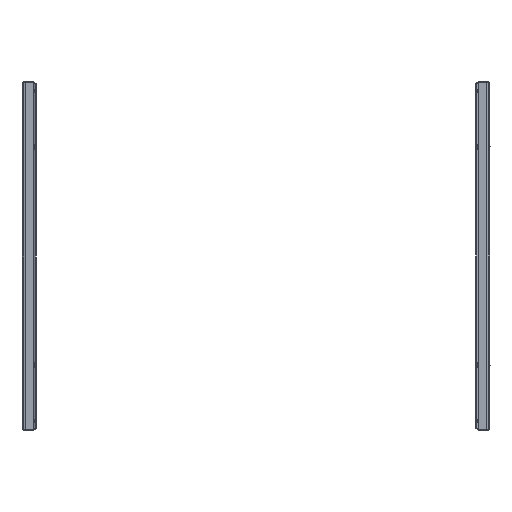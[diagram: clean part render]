
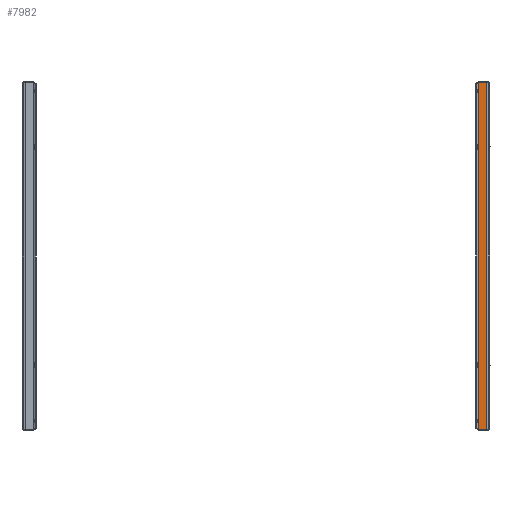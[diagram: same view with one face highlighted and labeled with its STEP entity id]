
A CAD part, front view. The second image highlights one B-rep face of the part: STEP entity #7982.
In plain terms, the highlighted planar face has unit normal (0, -1, 0).
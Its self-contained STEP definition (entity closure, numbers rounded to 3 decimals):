
#250 = DIRECTION ( 'NONE',  ( 0., 0., -1. ) ) ;
#348 = VERTEX_POINT ( 'NONE', #6944 ) ;
#1208 = VECTOR ( 'NONE', #5687, 1000. ) ;
#2128 = ORIENTED_EDGE ( 'NONE', *, *, #7804, .T. ) ;
#2969 = DIRECTION ( 'NONE',  ( 0., 0., 1. ) ) ;
#2996 = CARTESIAN_POINT ( 'NONE',  ( 0., -898.5, -226.246 ) ) ;
#3054 = LINE ( 'NONE', #4481, #3179 ) ;
#3179 = VECTOR ( 'NONE', #7070, 1000. ) ;
#3346 = DIRECTION ( 'NONE',  ( 0., 0., -1. ) ) ;
#3659 = VERTEX_POINT ( 'NONE', #8252 ) ;
#4111 = CARTESIAN_POINT ( 'NONE',  ( -13.6, -898.5, 226.246 ) ) ;
#4257 = AXIS2_PLACEMENT_3D ( 'NONE', #5579, #6487, #2969 ) ;
#4481 = CARTESIAN_POINT ( 'NONE',  ( 0., -898.5, 226.246 ) ) ;
#4563 = EDGE_CURVE ( 'NONE', #348, #3659, #9196, .T. ) ;
#4627 = VERTEX_POINT ( 'NONE', #4111 ) ;
#4805 = CARTESIAN_POINT ( 'NONE',  ( -13.6, -898.5, 228. ) ) ;
#5579 = CARTESIAN_POINT ( 'NONE',  ( 0., -898.5, 228. ) ) ;
#5687 = DIRECTION ( 'NONE',  ( -1., 0., 0. ) ) ;
#5884 = ORIENTED_EDGE ( 'NONE', *, *, #4563, .F. ) ;
#6487 = DIRECTION ( 'NONE',  ( 0., 1., 0. ) ) ;
#6498 = VERTEX_POINT ( 'NONE', #9828 ) ;
#6823 = CARTESIAN_POINT ( 'NONE',  ( -2., -898.5, -228. ) ) ;
#6944 = CARTESIAN_POINT ( 'NONE',  ( -2., -898.5, 226.246 ) ) ;
#6995 = EDGE_LOOP ( 'NONE', ( #9995, #5884, #2128, #9685 ) ) ;
#7070 = DIRECTION ( 'NONE',  ( -1., 0., 0. ) ) ;
#7159 = LINE ( 'NONE', #4805, #10411 ) ;
#7804 = EDGE_CURVE ( 'NONE', #348, #4627, #3054, .T. ) ;
#7982 = ADVANCED_FACE ( 'NONE', ( #10471 ), #9164, .F. ) ;
#8252 = CARTESIAN_POINT ( 'NONE',  ( -2., -898.5, -226.246 ) ) ;
#8319 = EDGE_CURVE ( 'NONE', #3659, #6498, #10322, .T. ) ;
#9164 = PLANE ( 'NONE',  #4257 ) ;
#9196 = LINE ( 'NONE', #6823, #10461 ) ;
#9685 = ORIENTED_EDGE ( 'NONE', *, *, #11417, .T. ) ;
#9828 = CARTESIAN_POINT ( 'NONE',  ( -13.6, -898.5, -226.246 ) ) ;
#9995 = ORIENTED_EDGE ( 'NONE', *, *, #8319, .F. ) ;
#10322 = LINE ( 'NONE', #2996, #1208 ) ;
#10411 = VECTOR ( 'NONE', #250, 1000. ) ;
#10461 = VECTOR ( 'NONE', #3346, 1000. ) ;
#10471 = FACE_OUTER_BOUND ( 'NONE', #6995, .T. ) ;
#11417 = EDGE_CURVE ( 'NONE', #4627, #6498, #7159, .T. ) ;
